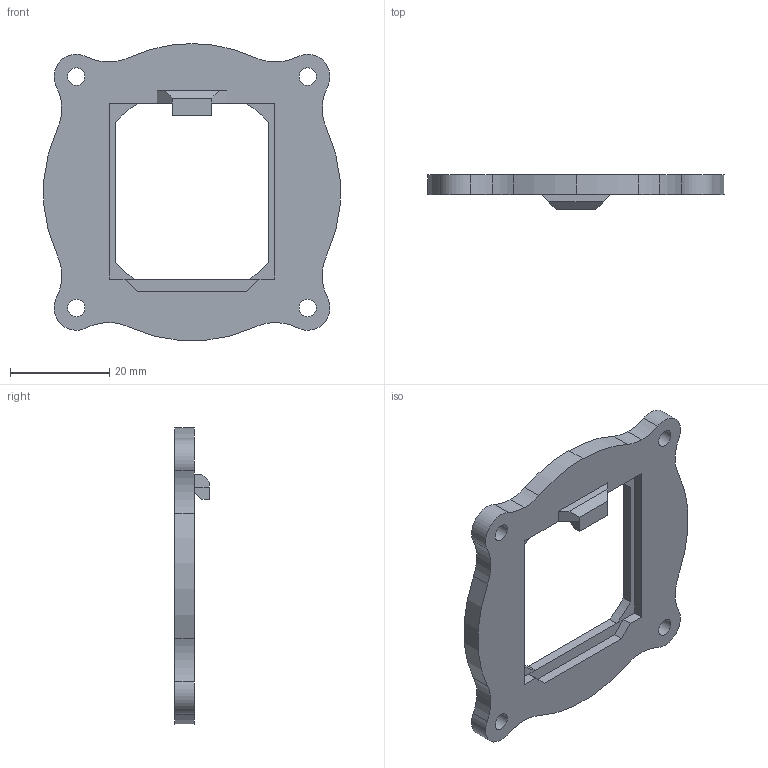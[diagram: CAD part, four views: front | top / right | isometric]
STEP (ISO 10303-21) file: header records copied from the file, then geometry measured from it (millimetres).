
FILE_DESCRIPTION(('HOOPS Exchange Step'),'2;1');
FILE_NAME('temp_export','2024-01-25T21:58:58+09:00',('mobile'),('Shapr3D Limited'),'HOOPS Exchange 2023.2','Shapr3D','Authorized');
FILE_SCHEMA( ('AUTOMOTIVE_DESIGN { 1 0 10303 214 1 1 1 1 }') );
Length unit declared in the file: millimetre
Products named in the file (1): Monitor-frame
Bounding box: 59.77 x 7 x 59.89 mm (x, y, z)
Volume: 7815.2 mm3; surface area: 5717.5 mm2
Topology: 1 solids, 1 shells, 54 faces, 158 edges, 106 vertices
Faces by surface type: cylinder 28, plane 26
Full cylindrical faces by diameter (mm): 3.5 x4
Entity records: 1866 total; most frequent: DIRECTION 332, CARTESIAN_POINT 319, ORIENTED_EDGE 316, EDGE_CURVE 158, AXIS2_PLACEMENT_3D 119, VERTEX_POINT 106, VECTOR 94, LINE 94
